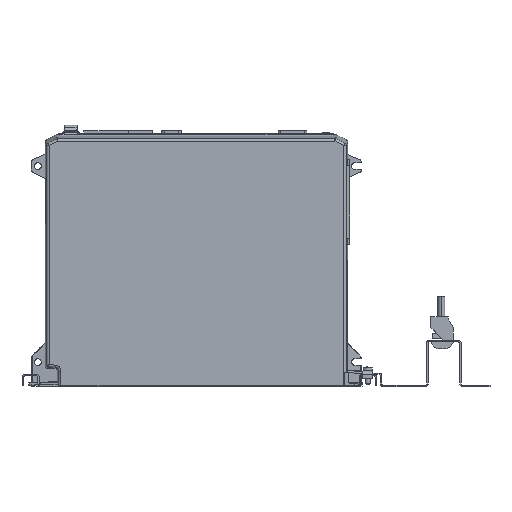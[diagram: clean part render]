
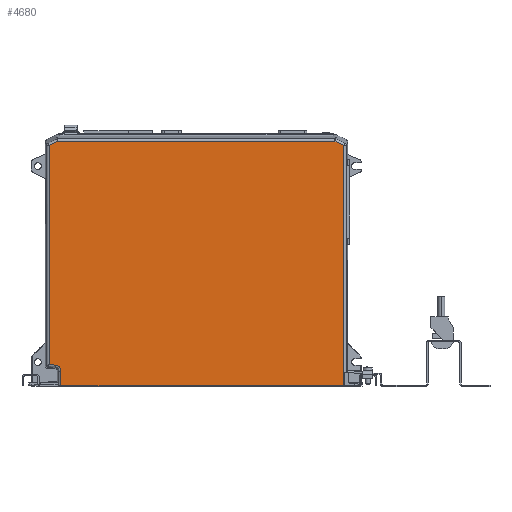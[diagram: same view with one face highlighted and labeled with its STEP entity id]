
A CAD part, left-side view. The second image highlights one B-rep face of the part: STEP entity #4680.
In plain terms, the highlighted planar face has unit normal (-1, 0, 0).
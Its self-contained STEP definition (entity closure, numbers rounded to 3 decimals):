
#782 = CARTESIAN_POINT ( 'NONE',  ( -44.5, -13.289, 17.917 ) ) ;
#929 = VERTEX_POINT ( 'NONE', #4619 ) ;
#1200 = VERTEX_POINT ( 'NONE', #782 ) ;
#1217 = CARTESIAN_POINT ( 'NONE',  ( -44.5, -7.92, 208.438 ) ) ;
#1312 = EDGE_CURVE ( 'NONE', #30817, #32396, #28529, .T. ) ;
#1367 = CARTESIAN_POINT ( 'NONE',  ( -44.5, -16.191, 17.739 ) ) ;
#1400 = LINE ( 'NONE', #1217, #20783 ) ;
#1440 = ORIENTED_EDGE ( 'NONE', *, *, #17859, .F. ) ;
#1909 = EDGE_CURVE ( 'NONE', #929, #6911, #37380, .T. ) ;
#2896 = VECTOR ( 'NONE', #16656, 1000. ) ;
#4085 = EDGE_CURVE ( 'NONE', #38884, #38981, #1400, .T. ) ;
#4619 = CARTESIAN_POINT ( 'NONE',  ( -44.5, -255.921, 212.011 ) ) ;
#4680 = ADVANCED_FACE ( 'NONE', ( #29624 ), #38786, .F. ) ;
#4934 = EDGE_CURVE ( 'NONE', #1200, #35637, #30996, .T. ) ;
#5224 = LINE ( 'NONE', #20230, #21533 ) ;
#6071 = ORIENTED_EDGE ( 'NONE', *, *, #35513, .F. ) ;
#6118 = VECTOR ( 'NONE', #28400, 1000. ) ;
#6911 = VERTEX_POINT ( 'NONE', #16948 ) ;
#7526 = LINE ( 'NONE', #19502, #9941 ) ;
#8062 = CARTESIAN_POINT ( 'NONE',  ( -44.5, -15.581, 212.011 ) ) ;
#8623 = VECTOR ( 'NONE', #14970, 1000. ) ;
#8685 = AXIS2_PLACEMENT_3D ( 'NONE', #36554, #36367, #11462 ) ;
#9941 = VECTOR ( 'NONE', #16684, 1000. ) ;
#11462 = DIRECTION ( 'NONE',  ( 0., -1., 0. ) ) ;
#13870 = ORIENTED_EDGE ( 'NONE', *, *, #33270, .F. ) ;
#14646 = LINE ( 'NONE', #33022, #33378 ) ;
#14970 = DIRECTION ( 'NONE',  ( 0., -1., 0. ) ) ;
#15627 = CARTESIAN_POINT ( 'NONE',  ( -44.5, -7.92, 208.438 ) ) ;
#16438 = ORIENTED_EDGE ( 'NONE', *, *, #1312, .F. ) ;
#16656 = DIRECTION ( 'NONE',  ( 0., -0.906, -0.423 ) ) ;
#16684 = DIRECTION ( 'NONE',  ( 0., 0., -1. ) ) ;
#16948 = CARTESIAN_POINT ( 'NONE',  ( -44.5, -263.582, 208.438 ) ) ;
#16960 = DIRECTION ( 'NONE',  ( 0., 0., 1. ) ) ;
#17859 = EDGE_CURVE ( 'NONE', #6911, #19758, #7526, .T. ) ;
#19249 = CARTESIAN_POINT ( 'NONE',  ( -44.5, -255.921, 212.011 ) ) ;
#19502 = CARTESIAN_POINT ( 'NONE',  ( -44.5, -263.582, 0. ) ) ;
#19758 = VERTEX_POINT ( 'NONE', #25426 ) ;
#20230 = CARTESIAN_POINT ( 'NONE',  ( -44.5, -267.001, 0. ) ) ;
#20783 = VECTOR ( 'NONE', #34512, 1000. ) ;
#21533 = VECTOR ( 'NONE', #35559, 1000. ) ;
#22245 = CARTESIAN_POINT ( 'NONE',  ( -44.5, -18.182, 12.716 ) ) ;
#22843 = EDGE_CURVE ( 'NONE', #38981, #929, #30343, .T. ) ;
#25426 = CARTESIAN_POINT ( 'NONE',  ( -44.5, -263.582, 0. ) ) ;
#26788 = ORIENTED_EDGE ( 'NONE', *, *, #4934, .F. ) ;
#27805 = CARTESIAN_POINT ( 'NONE',  ( -44.5, -13.289, 17.917 ) ) ;
#28400 = DIRECTION ( 'NONE',  ( 0., 0.998, 0.061 ) ) ;
#28529 = LINE ( 'NONE', #32322, #30260 ) ;
#29400 =( BOUNDED_CURVE ( )  B_SPLINE_CURVE ( 3, ( #36874, #33896, #1367, #38063 ),
 .UNSPECIFIED., .F., .F. ) 
 B_SPLINE_CURVE_WITH_KNOTS ( ( 4, 4 ),
 ( 0., 1. ),
 .UNSPECIFIED. ) 
 CURVE ( )  GEOMETRIC_REPRESENTATION_ITEM ( )  RATIONAL_B_SPLINE_CURVE ( ( 1., 0.819, 0.819, 1. ) ) 
 REPRESENTATION_ITEM ( '' )  );
#29485 = CARTESIAN_POINT ( 'NONE',  ( -44.5, -7.92, 18.245 ) ) ;
#29624 = FACE_OUTER_BOUND ( 'NONE', #32044, .T. ) ;
#30260 = VECTOR ( 'NONE', #16960, 1000. ) ;
#30343 = LINE ( 'NONE', #32960, #8623 ) ;
#30401 = ORIENTED_EDGE ( 'NONE', *, *, #22843, .F. ) ;
#30817 = VERTEX_POINT ( 'NONE', #37863 ) ;
#30996 = LINE ( 'NONE', #27805, #6118 ) ;
#31759 = ORIENTED_EDGE ( 'NONE', *, *, #32996, .F. ) ;
#32044 = EDGE_LOOP ( 'NONE', ( #16438, #31759, #1440, #37575, #30401, #34274, #13870, #26788, #6071 ) ) ;
#32322 = CARTESIAN_POINT ( 'NONE',  ( -44.5, -18.182, 0. ) ) ;
#32396 = VERTEX_POINT ( 'NONE', #22245 ) ;
#32960 = CARTESIAN_POINT ( 'NONE',  ( -44.5, -267.001, 212.011 ) ) ;
#32996 = EDGE_CURVE ( 'NONE', #19758, #30817, #5224, .T. ) ;
#33022 = CARTESIAN_POINT ( 'NONE',  ( -44.5, -7.92, 0. ) ) ;
#33270 = EDGE_CURVE ( 'NONE', #35637, #38884, #14646, .T. ) ;
#33378 = VECTOR ( 'NONE', #35983, 1000. ) ;
#33896 = CARTESIAN_POINT ( 'NONE',  ( -44.5, -18.182, 15.622 ) ) ;
#34274 = ORIENTED_EDGE ( 'NONE', *, *, #4085, .F. ) ;
#34512 = DIRECTION ( 'NONE',  ( 0., -0.906, 0.423 ) ) ;
#35513 = EDGE_CURVE ( 'NONE', #32396, #1200, #29400, .T. ) ;
#35559 = DIRECTION ( 'NONE',  ( 0., 1., 0. ) ) ;
#35637 = VERTEX_POINT ( 'NONE', #29485 ) ;
#35983 = DIRECTION ( 'NONE',  ( 0., 0., 1. ) ) ;
#36367 = DIRECTION ( 'NONE',  ( 1., 0., 0. ) ) ;
#36554 = CARTESIAN_POINT ( 'NONE',  ( -44.5, -267.001, 0. ) ) ;
#36874 = CARTESIAN_POINT ( 'NONE',  ( -44.5, -18.182, 12.716 ) ) ;
#37380 = LINE ( 'NONE', #19249, #2896 ) ;
#37575 = ORIENTED_EDGE ( 'NONE', *, *, #1909, .F. ) ;
#37863 = CARTESIAN_POINT ( 'NONE',  ( -44.5, -18.182, 0. ) ) ;
#38063 = CARTESIAN_POINT ( 'NONE',  ( -44.5, -13.289, 17.917 ) ) ;
#38786 = PLANE ( 'NONE',  #8685 ) ;
#38884 = VERTEX_POINT ( 'NONE', #15627 ) ;
#38981 = VERTEX_POINT ( 'NONE', #8062 ) ;
